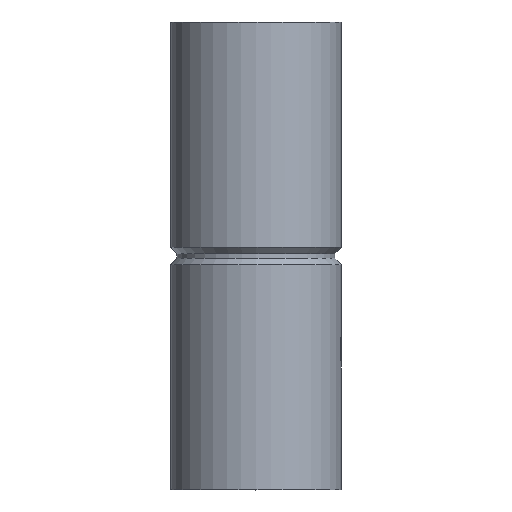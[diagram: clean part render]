
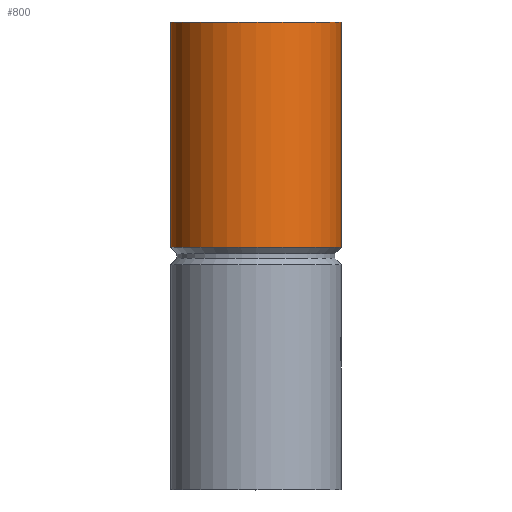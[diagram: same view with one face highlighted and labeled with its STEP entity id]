
A CAD part, top view. The second image highlights one B-rep face of the part: STEP entity #800.
In plain terms, the highlighted cylindrical face has radius 18.25 mm (diameter 36.5 mm), a full revolution.
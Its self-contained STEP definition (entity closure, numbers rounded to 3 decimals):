
#800=ADVANCED_FACE('',(#1423,#1425),#1427,.T.);
#1423=FACE_OUTER_BOUND('',#1424,.T.);
#1424=EDGE_LOOP('',(#2427));
#1425=FACE_OUTER_BOUND('',#1426,.T.);
#1426=EDGE_LOOP('',(#2428));
#1427=CYLINDRICAL_SURFACE('',#1428,18.25);
#1428=AXIS2_PLACEMENT_3D('',#1429,#1430,#1431);
#1429=CARTESIAN_POINT('',(0.,-48.15,0.));
#1430=DIRECTION('',(0.,1.,0.));
#1431=DIRECTION('',(0.,0.,1.));
#2427=ORIENTED_EDGE('',*,*,#2644,.F.);
#2428=ORIENTED_EDGE('',*,*,#2642,.T.);
#2642=EDGE_CURVE('',#2995,#2995,#2996,.T.);
#2644=EDGE_CURVE('',#2999,#2999,#3000,.T.);
#2995=VERTEX_POINT('',#7025);
#2996=CIRCLE('',#7026,18.25);
#2999=VERTEX_POINT('',#7035);
#3000=CIRCLE('',#7036,18.25);
#7025=CARTESIAN_POINT('',(0.,-48.15,18.25));
#7026=AXIS2_PLACEMENT_3D('',#7027,#7028,#7029);
#7027=CARTESIAN_POINT('',(0.,-48.15,0.));
#7028=DIRECTION('',(0.,1.,0.));
#7029=DIRECTION('',(0.,0.,1.));
#7035=CARTESIAN_POINT('',(0.,0.,18.25));
#7036=AXIS2_PLACEMENT_3D('',#7037,#7038,#7039);
#7037=CARTESIAN_POINT('',(0.,0.,0.));
#7038=DIRECTION('',(0.,1.,0.));
#7039=DIRECTION('',(0.,0.,1.));
